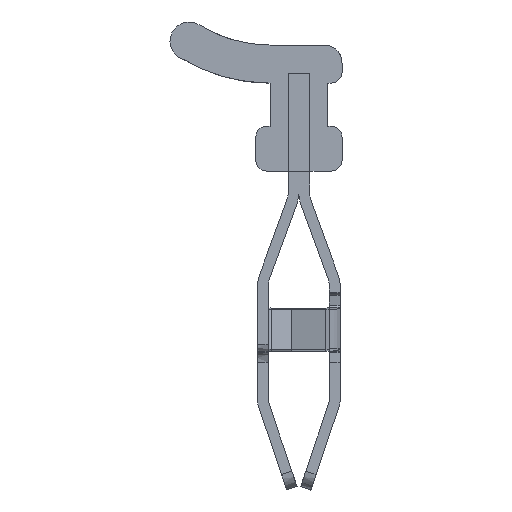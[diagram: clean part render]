
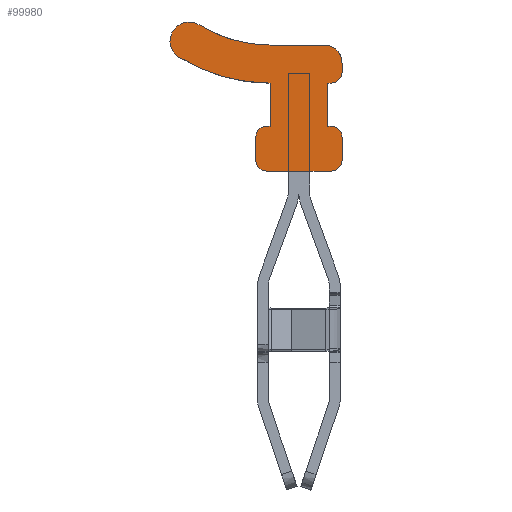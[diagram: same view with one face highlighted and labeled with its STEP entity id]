
A CAD part, left-side view. The second image highlights one B-rep face of the part: STEP entity #99980.
In plain terms, the highlighted planar face has unit normal (-1, 0, 0).
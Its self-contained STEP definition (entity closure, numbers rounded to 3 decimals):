
#73116=AXIS2_PLACEMENT_3D('Circle Axis2P3D',#73114,#73115,$) ;
#73134=AXIS2_PLACEMENT_3D('Circle Axis2P3D',#73132,#73133,$) ;
#73313=AXIS2_PLACEMENT_3D('Circle Axis2P3D',#73311,#73312,$) ;
#81041=AXIS2_PLACEMENT_3D('Circle Axis2P3D',#81039,#81040,$) ;
#81528=AXIS2_PLACEMENT_3D('Circle Axis2P3D',#81526,#81527,$) ;
#87525=AXIS2_PLACEMENT_3D('Circle Axis2P3D',#87523,#87524,$) ;
#92126=AXIS2_PLACEMENT_3D('Circle Axis2P3D',#92124,#92125,$) ;
#92162=AXIS2_PLACEMENT_3D('Circle Axis2P3D',#92160,#92161,$) ;
#92198=AXIS2_PLACEMENT_3D('Circle Axis2P3D',#92196,#92197,$) ;
#99957=AXIS2_PLACEMENT_3D('Plane Axis2P3D',#99954,#99955,#99956) ;
#67030=CARTESIAN_POINT('Vertex',(0.,0.3,8.857)) ;
#67033=CARTESIAN_POINT('Line Origine',(0.,1.2,8.857)) ;
#67037=CARTESIAN_POINT('Vertex',(0.,2.1,8.857)) ;
#67337=CARTESIAN_POINT('Vertex',(0.,2.,10.1)) ;
#68042=CARTESIAN_POINT('Vertex',(0.,2.1,10.1)) ;
#68045=CARTESIAN_POINT('Line Origine',(0.,2.05,10.1)) ;
#73111=CARTESIAN_POINT('Vertex',(0.,0.,9.157)) ;
#73114=CARTESIAN_POINT('Axis2P3D Location',(0.,0.3,9.157)) ;
#73132=CARTESIAN_POINT('Axis2P3D Location',(0.,2.1,9.157)) ;
#73136=CARTESIAN_POINT('Vertex',(0.,2.4,9.157)) ;
#73308=CARTESIAN_POINT('Vertex',(0.,2.4,9.8)) ;
#73311=CARTESIAN_POINT('Axis2P3D Location',(0.,2.1,9.8)) ;
#74650=CARTESIAN_POINT('Line Origine',(0.,2.,10.7)) ;
#74654=CARTESIAN_POINT('Vertex',(0.,2.,11.3)) ;
#76847=CARTESIAN_POINT('Vertex',(0.,0.3,11.3)) ;
#76850=CARTESIAN_POINT('Line Origine',(0.,0.35,11.3)) ;
#76854=CARTESIAN_POINT('Vertex',(0.,0.4,11.3)) ;
#81036=CARTESIAN_POINT('Vertex',(0.,0.5,12.357)) ;
#81039=CARTESIAN_POINT('Axis2P3D Location',(0.,0.5,11.857)) ;
#81043=CARTESIAN_POINT('Vertex',(0.,0.,11.857)) ;
#81418=CARTESIAN_POINT('Vertex',(0.,2.,12.357)) ;
#81421=CARTESIAN_POINT('Line Origine',(0.,1.25,12.357)) ;
#81523=CARTESIAN_POINT('Vertex',(0.,3.972,12.918)) ;
#81526=CARTESIAN_POINT('Axis2P3D Location',(0.,2.,16.1)) ;
#87523=CARTESIAN_POINT('Axis2P3D Location',(0.,2.,16.1)) ;
#87527=CARTESIAN_POINT('Vertex',(0.,4.528,12.02)) ;
#88658=CARTESIAN_POINT('Vertex',(0.,0.4,10.1)) ;
#88661=CARTESIAN_POINT('Line Origine',(0.,0.35,10.1)) ;
#88665=CARTESIAN_POINT('Vertex',(0.,0.3,10.1)) ;
#92099=CARTESIAN_POINT('Vertex',(0.,0.,9.8)) ;
#92102=CARTESIAN_POINT('Line Origine',(0.,0.,9.479)) ;
#92121=CARTESIAN_POINT('Vertex',(0.,0.,11.6)) ;
#92124=CARTESIAN_POINT('Axis2P3D Location',(0.,0.3,11.6)) ;
#92147=CARTESIAN_POINT('Line Origine',(0.,0.,11.729)) ;
#92160=CARTESIAN_POINT('Axis2P3D Location',(0.,4.25,12.469)) ;
#92178=CARTESIAN_POINT('Line Origine',(0.,2.4,9.479)) ;
#92196=CARTESIAN_POINT('Axis2P3D Location',(0.,0.3,9.8)) ;
#99802=CARTESIAN_POINT('Line Origine',(0.,0.4,10.7)) ;
#99954=CARTESIAN_POINT('Axis2P3D Location',(0.,1.2,0.05)) ;
#67034=DIRECTION('Vector Direction',(0.,-1.,0.)) ;
#68046=DIRECTION('Vector Direction',(0.,1.,0.)) ;
#73115=DIRECTION('Axis2P3D Direction',(1.,0.,0.)) ;
#73133=DIRECTION('Axis2P3D Direction',(1.,0.,0.)) ;
#73312=DIRECTION('Axis2P3D Direction',(1.,0.,0.)) ;
#74651=DIRECTION('Vector Direction',(0.,0.,-1.)) ;
#76851=DIRECTION('Vector Direction',(0.,1.,0.)) ;
#81040=DIRECTION('Axis2P3D Direction',(-1.,0.,0.)) ;
#81422=DIRECTION('Vector Direction',(0.,1.,0.)) ;
#81527=DIRECTION('Axis2P3D Direction',(-1.,0.,0.)) ;
#87524=DIRECTION('Axis2P3D Direction',(-1.,0.,0.)) ;
#88662=DIRECTION('Vector Direction',(0.,-1.,0.)) ;
#92103=DIRECTION('Vector Direction',(0.,0.,-1.)) ;
#92125=DIRECTION('Axis2P3D Direction',(-1.,0.,0.)) ;
#92148=DIRECTION('Vector Direction',(0.,0.,-1.)) ;
#92161=DIRECTION('Axis2P3D Direction',(-1.,0.,0.)) ;
#92179=DIRECTION('Vector Direction',(0.,0.,-1.)) ;
#92197=DIRECTION('Axis2P3D Direction',(1.,0.,0.)) ;
#99803=DIRECTION('Vector Direction',(0.,0.,-1.)) ;
#99955=DIRECTION('Axis2P3D Direction',(-1.,0.,0.)) ;
#99956=DIRECTION('Axis2P3D XDirection',(0.,0.,-1.)) ;
#67035=VECTOR('Line Direction',#67034,1.) ;
#68047=VECTOR('Line Direction',#68046,1.) ;
#74652=VECTOR('Line Direction',#74651,1.) ;
#76852=VECTOR('Line Direction',#76851,1.) ;
#81423=VECTOR('Line Direction',#81422,1.) ;
#88663=VECTOR('Line Direction',#88662,1.) ;
#92104=VECTOR('Line Direction',#92103,1.) ;
#92149=VECTOR('Line Direction',#92148,1.) ;
#92180=VECTOR('Line Direction',#92179,1.) ;
#99804=VECTOR('Line Direction',#99803,1.) ;
#99960=ORIENTED_EDGE('',*,*,#99806,.F.) ;
#99961=ORIENTED_EDGE('',*,*,#76856,.T.) ;
#99962=ORIENTED_EDGE('',*,*,#92128,.F.) ;
#99963=ORIENTED_EDGE('',*,*,#92151,.T.) ;
#99964=ORIENTED_EDGE('',*,*,#81045,.T.) ;
#99965=ORIENTED_EDGE('',*,*,#81425,.T.) ;
#99966=ORIENTED_EDGE('',*,*,#81530,.T.) ;
#99967=ORIENTED_EDGE('',*,*,#92164,.T.) ;
#99968=ORIENTED_EDGE('',*,*,#87529,.T.) ;
#99969=ORIENTED_EDGE('',*,*,#74656,.F.) ;
#99970=ORIENTED_EDGE('',*,*,#68049,.F.) ;
#99971=ORIENTED_EDGE('',*,*,#73315,.T.) ;
#99972=ORIENTED_EDGE('',*,*,#92182,.T.) ;
#99973=ORIENTED_EDGE('',*,*,#73138,.T.) ;
#99974=ORIENTED_EDGE('',*,*,#67039,.T.) ;
#99975=ORIENTED_EDGE('',*,*,#73118,.T.) ;
#99976=ORIENTED_EDGE('',*,*,#92106,.F.) ;
#99977=ORIENTED_EDGE('',*,*,#92200,.T.) ;
#99978=ORIENTED_EDGE('',*,*,#88667,.F.) ;
#99980=ADVANCED_FACE('QV_KUNSTSTOFF',(#99979),#99958,.T.) ;
#73117=CIRCLE('generated circle',#73116,0.3) ;
#73135=CIRCLE('generated circle',#73134,0.3) ;
#73314=CIRCLE('generated circle',#73313,0.3) ;
#81042=CIRCLE('generated circle',#81041,0.5) ;
#81529=CIRCLE('generated circle',#81528,3.743) ;
#87526=CIRCLE('generated circle',#87525,4.8) ;
#92127=CIRCLE('generated circle',#92126,0.3) ;
#92163=CIRCLE('generated circle',#92162,0.529) ;
#92199=CIRCLE('generated circle',#92198,0.3) ;
#67039=EDGE_CURVE('',#67038,#67031,#67036,.T.) ;
#68049=EDGE_CURVE('',#68043,#67338,#68048,.F.) ;
#73118=EDGE_CURVE('',#67031,#73112,#73117,.F.) ;
#73138=EDGE_CURVE('',#73137,#67038,#73135,.F.) ;
#73315=EDGE_CURVE('',#68043,#73309,#73314,.F.) ;
#74656=EDGE_CURVE('',#67338,#74655,#74653,.F.) ;
#76856=EDGE_CURVE('',#76855,#76848,#76853,.F.) ;
#81045=EDGE_CURVE('',#81044,#81037,#81042,.T.) ;
#81425=EDGE_CURVE('',#81037,#81419,#81424,.T.) ;
#81530=EDGE_CURVE('',#81419,#81524,#81529,.F.) ;
#87529=EDGE_CURVE('',#87528,#74655,#87526,.T.) ;
#88667=EDGE_CURVE('',#88659,#88666,#88664,.T.) ;
#92106=EDGE_CURVE('',#92100,#73112,#92105,.T.) ;
#92128=EDGE_CURVE('',#92122,#76848,#92127,.F.) ;
#92151=EDGE_CURVE('',#92122,#81044,#92150,.F.) ;
#92164=EDGE_CURVE('',#81524,#87528,#92163,.T.) ;
#92182=EDGE_CURVE('',#73309,#73137,#92181,.T.) ;
#92200=EDGE_CURVE('',#92100,#88666,#92199,.F.) ;
#99806=EDGE_CURVE('',#76855,#88659,#99805,.T.) ;
#99959=EDGE_LOOP('',(#99960,#99961,#99962,#99963,#99964,#99965,#99966,#99967,#99968,#99969,#99970,#99971,#99972,#99973,#99974,#99975,#99976,#99977,#99978)) ;
#99979=FACE_OUTER_BOUND('',#99959,.T.) ;
#67036=LINE('Line',#67033,#67035) ;
#68048=LINE('Line',#68045,#68047) ;
#74653=LINE('Line',#74650,#74652) ;
#76853=LINE('Line',#76850,#76852) ;
#81424=LINE('Line',#81421,#81423) ;
#88664=LINE('Line',#88661,#88663) ;
#92105=LINE('Line',#92102,#92104) ;
#92150=LINE('Line',#92147,#92149) ;
#92181=LINE('Line',#92178,#92180) ;
#99805=LINE('Line',#99802,#99804) ;
#99958=PLANE('',#99957) ;
#67031=VERTEX_POINT('',#67030) ;
#67038=VERTEX_POINT('',#67037) ;
#67338=VERTEX_POINT('',#67337) ;
#68043=VERTEX_POINT('',#68042) ;
#73112=VERTEX_POINT('',#73111) ;
#73137=VERTEX_POINT('',#73136) ;
#73309=VERTEX_POINT('',#73308) ;
#74655=VERTEX_POINT('',#74654) ;
#76848=VERTEX_POINT('',#76847) ;
#76855=VERTEX_POINT('',#76854) ;
#81037=VERTEX_POINT('',#81036) ;
#81044=VERTEX_POINT('',#81043) ;
#81419=VERTEX_POINT('',#81418) ;
#81524=VERTEX_POINT('',#81523) ;
#87528=VERTEX_POINT('',#87527) ;
#88659=VERTEX_POINT('',#88658) ;
#88666=VERTEX_POINT('',#88665) ;
#92100=VERTEX_POINT('',#92099) ;
#92122=VERTEX_POINT('',#92121) ;
